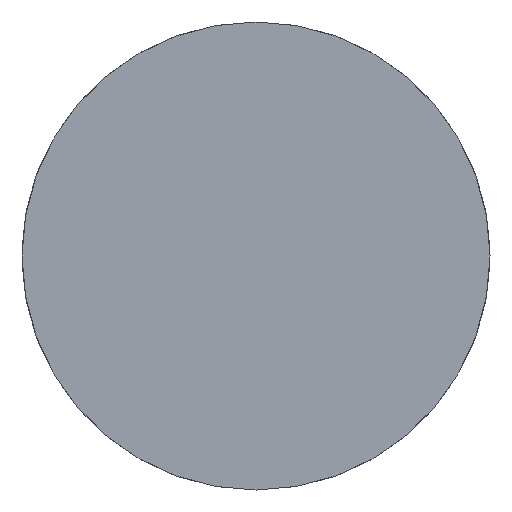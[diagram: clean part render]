
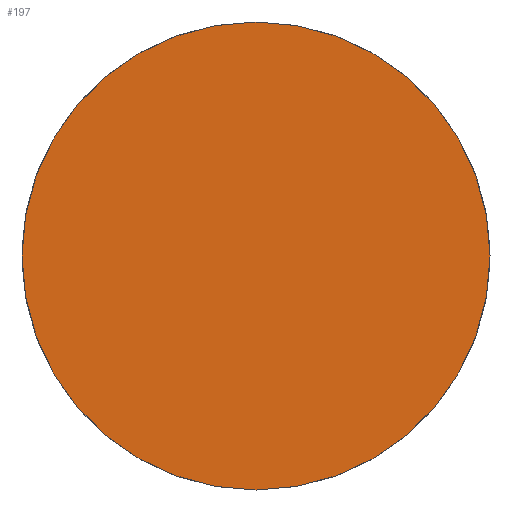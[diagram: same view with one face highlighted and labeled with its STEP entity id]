
A CAD part, front view. The second image highlights one B-rep face of the part: STEP entity #197.
In plain terms, the highlighted planar face has unit normal (0, -1, 0).
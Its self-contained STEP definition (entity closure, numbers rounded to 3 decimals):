
#63 = EDGE_CURVE ( 'NONE', #2238, #2250, #541, .T. ) ;
#156 = EDGE_CURVE ( 'NONE', #2250, #2238, #918, .T. ) ;
#197 = ADVANCED_FACE ( 'NONE', ( #1680 ), #1813, .F. ) ;
#341 = CARTESIAN_POINT ( 'NONE',  ( 0., 0., 40.5 ) ) ;
#353 = CARTESIAN_POINT ( 'NONE',  ( 0., 0., -40.5 ) ) ;
#465 = EDGE_LOOP ( 'NONE', ( #486, #487 ) ) ;
#486 = ORIENTED_EDGE ( 'NONE', *, *, #156, .F. ) ;
#487 = ORIENTED_EDGE ( 'NONE', *, *, #63, .F. ) ;
#541 = CIRCLE ( 'NONE', #723, 40.5 ) ;
#633 = CARTESIAN_POINT ( 'NONE',  ( 0., 0., 0. ) ) ;
#634 = DIRECTION ( 'NONE',  ( 0., 1., 0. ) ) ;
#635 = DIRECTION ( 'NONE',  ( 0., 0., 1. ) ) ;
#723 = AXIS2_PLACEMENT_3D ( 'NONE', #633, #634, #635 ) ;
#773 = AXIS2_PLACEMENT_3D ( 'NONE', #1554, #1555, #1556 ) ;
#799 = AXIS2_PLACEMENT_3D ( 'NONE', #1814, #1815, #1816 ) ;
#918 = CIRCLE ( 'NONE', #773, 40.5 ) ;
#1554 = CARTESIAN_POINT ( 'NONE',  ( 0., 0., 0. ) ) ;
#1555 = DIRECTION ( 'NONE',  ( 0., 1., 0. ) ) ;
#1556 = DIRECTION ( 'NONE',  ( 0., 0., 1. ) ) ;
#1680 = FACE_OUTER_BOUND ( 'NONE', #465, .T. ) ;
#1813 = PLANE ( 'NONE',  #799 ) ;
#1814 = CARTESIAN_POINT ( 'NONE',  ( 0., 0., 0. ) ) ;
#1815 = DIRECTION ( 'NONE',  ( 0., 1., 0. ) ) ;
#1816 = DIRECTION ( 'NONE',  ( 0., 0., 1. ) ) ;
#2238 = VERTEX_POINT ( 'NONE', #341 ) ;
#2250 = VERTEX_POINT ( 'NONE', #353 ) ;
